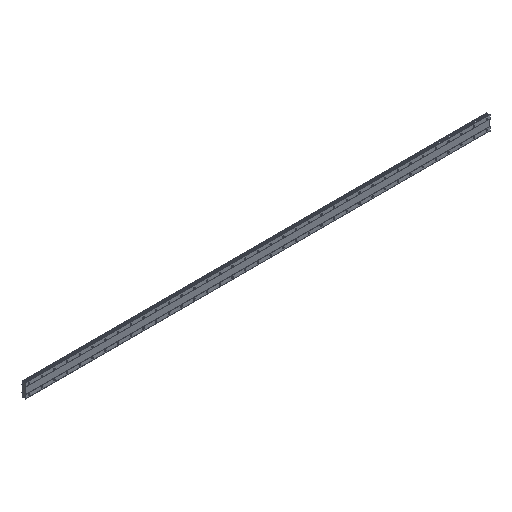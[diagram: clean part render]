
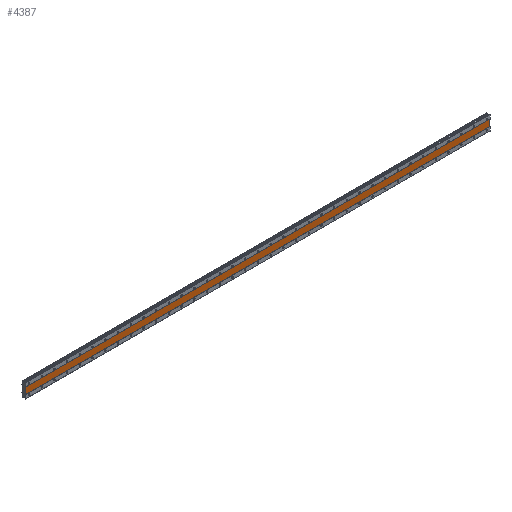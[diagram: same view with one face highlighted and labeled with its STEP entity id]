
A CAD part, isometric view. The second image highlights one B-rep face of the part: STEP entity #4387.
In plain terms, the highlighted planar face has unit normal (0, -1, 0).
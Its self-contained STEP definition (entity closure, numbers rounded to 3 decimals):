
#376 = PLANE ( 'NONE',  #6500 ) ;
#561 = DIRECTION ( 'NONE',  ( 0., 0., 1. ) ) ;
#1254 = CARTESIAN_POINT ( 'NONE',  ( 2900., 1., -20. ) ) ;
#1588 = DIRECTION ( 'NONE',  ( 0., 0., -1. ) ) ;
#2069 = ORIENTED_EDGE ( 'NONE', *, *, #6751, .F. ) ;
#2444 = FACE_OUTER_BOUND ( 'NONE', #11481, .T. ) ;
#3098 = CARTESIAN_POINT ( 'NONE',  ( 2900., 1., -20. ) ) ;
#3769 = CARTESIAN_POINT ( 'NONE',  ( 2900., 1., 20. ) ) ;
#4147 = VECTOR ( 'NONE', #7021, 1000. ) ;
#4209 = LINE ( 'NONE', #9920, #5180 ) ;
#4357 = DIRECTION ( 'NONE',  ( 0., 1., 0. ) ) ;
#4387 = ADVANCED_FACE ( 'NONE', ( #2444 ), #376, .F. ) ;
#4704 = CARTESIAN_POINT ( 'NONE',  ( 2900., 1., 20. ) ) ;
#4732 = VERTEX_POINT ( 'NONE', #8662 ) ;
#5180 = VECTOR ( 'NONE', #7060, 1000. ) ;
#5438 = LINE ( 'NONE', #4704, #12121 ) ;
#5882 = CARTESIAN_POINT ( 'NONE',  ( -20., 1., 20. ) ) ;
#6298 = CARTESIAN_POINT ( 'NONE',  ( 2900., 1., 20. ) ) ;
#6325 = EDGE_CURVE ( 'NONE', #12226, #4732, #7428, .T. ) ;
#6500 = AXIS2_PLACEMENT_3D ( 'NONE', #6298, #4357, #561 ) ;
#6651 = CARTESIAN_POINT ( 'NONE',  ( -20., 1., 20. ) ) ;
#6751 = EDGE_CURVE ( 'NONE', #8288, #7144, #4209, .T. ) ;
#7021 = DIRECTION ( 'NONE',  ( -1., 0., 0. ) ) ;
#7060 = DIRECTION ( 'NONE',  ( 1., 0., 0. ) ) ;
#7144 = VERTEX_POINT ( 'NONE', #3769 ) ;
#7428 = LINE ( 'NONE', #1254, #4147 ) ;
#7729 = ORIENTED_EDGE ( 'NONE', *, *, #8110, .F. ) ;
#8077 = ORIENTED_EDGE ( 'NONE', *, *, #6325, .F. ) ;
#8110 = EDGE_CURVE ( 'NONE', #7144, #12226, #5438, .T. ) ;
#8288 = VERTEX_POINT ( 'NONE', #5882 ) ;
#8298 = ORIENTED_EDGE ( 'NONE', *, *, #9186, .F. ) ;
#8662 = CARTESIAN_POINT ( 'NONE',  ( -20., 1., -20. ) ) ;
#9186 = EDGE_CURVE ( 'NONE', #4732, #8288, #9646, .T. ) ;
#9646 = LINE ( 'NONE', #6651, #10082 ) ;
#9920 = CARTESIAN_POINT ( 'NONE',  ( 2900., 1., 20. ) ) ;
#10082 = VECTOR ( 'NONE', #10514, 1000. ) ;
#10514 = DIRECTION ( 'NONE',  ( 0., 0., 1. ) ) ;
#11481 = EDGE_LOOP ( 'NONE', ( #8077, #7729, #2069, #8298 ) ) ;
#12121 = VECTOR ( 'NONE', #1588, 1000. ) ;
#12226 = VERTEX_POINT ( 'NONE', #3098 ) ;
